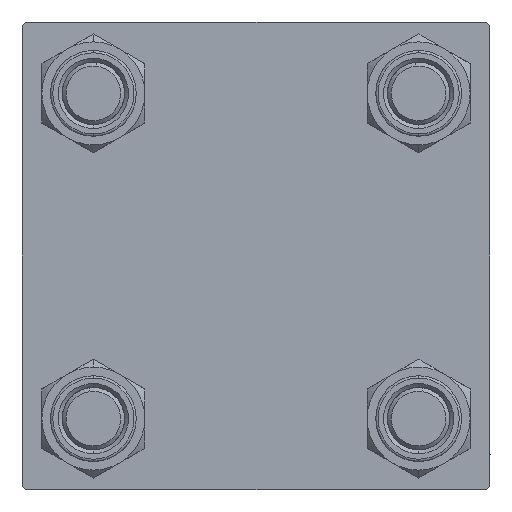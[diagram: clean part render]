
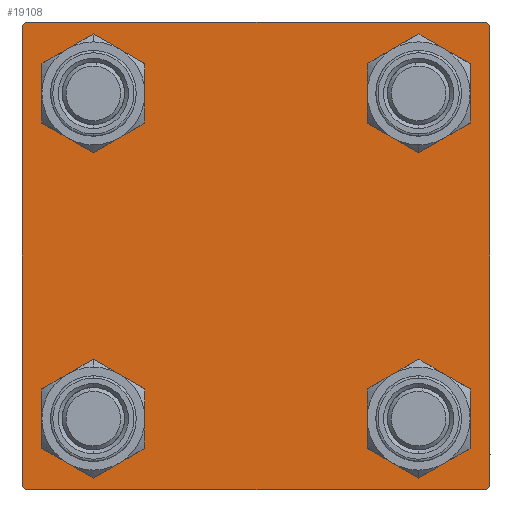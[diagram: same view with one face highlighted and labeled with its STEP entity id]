
A CAD part, left-side view. The second image highlights one B-rep face of the part: STEP entity #19108.
In plain terms, the highlighted planar face has unit normal (-1, 0, 0).
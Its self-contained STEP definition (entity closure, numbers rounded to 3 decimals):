
#513 = VERTEX_POINT ( 'NONE', #29107 ) ;
#916 = CARTESIAN_POINT ( 'NONE',  ( 0., 20.85, 25.35 ) ) ;
#1332 = ORIENTED_EDGE ( 'NONE', *, *, #33984, .F. ) ;
#1716 = EDGE_CURVE ( 'NONE', #20192, #17896, #18479, .T. ) ;
#1836 = CARTESIAN_POINT ( 'NONE',  ( 0., 30., 30. ) ) ;
#2576 = CARTESIAN_POINT ( 'NONE',  ( 0., -29.5, -30. ) ) ;
#2855 = DIRECTION ( 'NONE',  ( 0., 0., 1. ) ) ;
#2883 = VERTEX_POINT ( 'NONE', #25822 ) ;
#3039 = EDGE_CURVE ( 'NONE', #20203, #31644, #43618, .T. ) ;
#3066 = VECTOR ( 'NONE', #50073, 1000. ) ;
#3349 = AXIS2_PLACEMENT_3D ( 'NONE', #29242, #49146, #18307 ) ;
#3410 = CARTESIAN_POINT ( 'NONE',  ( 0., 29.5, -30. ) ) ;
#3468 = CARTESIAN_POINT ( 'NONE',  ( 0., -29.75, 29.75 ) ) ;
#3516 = VERTEX_POINT ( 'NONE', #16587 ) ;
#4102 = DIRECTION ( 'NONE',  ( 0., 0., 1. ) ) ;
#4936 = CARTESIAN_POINT ( 'NONE',  ( 0., 29.75, -29.75 ) ) ;
#5317 = VECTOR ( 'NONE', #36172, 1000. ) ;
#5404 = LINE ( 'NONE', #1836, #11089 ) ;
#5851 = ORIENTED_EDGE ( 'NONE', *, *, #31504, .T. ) ;
#6463 = CARTESIAN_POINT ( 'NONE',  ( 0., 30., -29.5 ) ) ;
#6596 = VECTOR ( 'NONE', #20049, 1000. ) ;
#7151 = VECTOR ( 'NONE', #49823, 1000. ) ;
#7279 = LINE ( 'NONE', #3468, #3066 ) ;
#8233 = CARTESIAN_POINT ( 'NONE',  ( 0., -20.85, 20.85 ) ) ;
#8349 = CARTESIAN_POINT ( 'NONE',  ( 0., -30., 30. ) ) ;
#8484 = EDGE_CURVE ( 'NONE', #27085, #17287, #26862, .T. ) ;
#8602 = VERTEX_POINT ( 'NONE', #916 ) ;
#9273 = CARTESIAN_POINT ( 'NONE',  ( 0., -20.85, -16.35 ) ) ;
#9311 = CARTESIAN_POINT ( 'NONE',  ( 0., -20.85, 25.35 ) ) ;
#9650 = CIRCLE ( 'NONE', #14558, 4.5 ) ;
#9709 = EDGE_CURVE ( 'NONE', #17896, #20192, #9650, .T. ) ;
#11089 = VECTOR ( 'NONE', #39772, 1000. ) ;
#11239 = AXIS2_PLACEMENT_3D ( 'NONE', #22751, #33213, #30375 ) ;
#11465 = AXIS2_PLACEMENT_3D ( 'NONE', #26015, #19371, #2855 ) ;
#11981 = CARTESIAN_POINT ( 'NONE',  ( 0., 0., 0. ) ) ;
#12671 = EDGE_LOOP ( 'NONE', ( #5851, #25289 ) ) ;
#13059 = CARTESIAN_POINT ( 'NONE',  ( 0., -30., -29.5 ) ) ;
#13412 = CIRCLE ( 'NONE', #27220, 4.5 ) ;
#14128 = CARTESIAN_POINT ( 'NONE',  ( 0., 20.85, -16.35 ) ) ;
#14382 = ORIENTED_EDGE ( 'NONE', *, *, #30429, .T. ) ;
#14558 = AXIS2_PLACEMENT_3D ( 'NONE', #8233, #43617, #47463 ) ;
#14570 = FACE_BOUND ( 'NONE', #12671, .T. ) ;
#14992 = LINE ( 'NONE', #25947, #38138 ) ;
#15190 = CARTESIAN_POINT ( 'NONE',  ( 0., -30., 29.5 ) ) ;
#15421 = AXIS2_PLACEMENT_3D ( 'NONE', #45946, #38289, #42105 ) ;
#16587 = CARTESIAN_POINT ( 'NONE',  ( 0., -29.5, 30. ) ) ;
#17287 = VERTEX_POINT ( 'NONE', #13059 ) ;
#17464 = VERTEX_POINT ( 'NONE', #27418 ) ;
#17896 = VERTEX_POINT ( 'NONE', #9311 ) ;
#17901 = DIRECTION ( 'NONE',  ( 1., 0., 0. ) ) ;
#17926 = ORIENTED_EDGE ( 'NONE', *, *, #19068, .T. ) ;
#17949 = DIRECTION ( 'NONE',  ( 0., 0., 1. ) ) ;
#18307 = DIRECTION ( 'NONE',  ( 0., 0., 1. ) ) ;
#18387 = ORIENTED_EDGE ( 'NONE', *, *, #18549, .T. ) ;
#18479 = CIRCLE ( 'NONE', #24142, 4.5 ) ;
#18549 = EDGE_CURVE ( 'NONE', #513, #44583, #40047, .T. ) ;
#19068 = EDGE_CURVE ( 'NONE', #8602, #2883, #31775, .T. ) ;
#19108 = ADVANCED_FACE ( 'NONE', ( #33882, #14570, #30054, #28006, #31304 ), #27748, .T. ) ;
#19371 = DIRECTION ( 'NONE',  ( 1., 0., 0. ) ) ;
#19965 = EDGE_LOOP ( 'NONE', ( #37370, #47503, #42993, #21794, #40926, #14382, #1332, #30382 ) ) ;
#20049 = DIRECTION ( 'NONE',  ( 0., 0., -1. ) ) ;
#20108 = VECTOR ( 'NONE', #35448, 1000. ) ;
#20192 = VERTEX_POINT ( 'NONE', #33425 ) ;
#20203 = VERTEX_POINT ( 'NONE', #6463 ) ;
#20315 = LINE ( 'NONE', #8349, #6596 ) ;
#20915 = ORIENTED_EDGE ( 'NONE', *, *, #25108, .T. ) ;
#21431 = DIRECTION ( 'NONE',  ( 0., 0., 1. ) ) ;
#21508 = DIRECTION ( 'NONE',  ( 1., 0., 0. ) ) ;
#21794 = ORIENTED_EDGE ( 'NONE', *, *, #8484, .T. ) ;
#22751 = CARTESIAN_POINT ( 'NONE',  ( 0., -20.85, -20.85 ) ) ;
#23725 = CARTESIAN_POINT ( 'NONE',  ( 0., -20.85, -25.35 ) ) ;
#24142 = AXIS2_PLACEMENT_3D ( 'NONE', #40783, #40297, #21431 ) ;
#24334 = EDGE_LOOP ( 'NONE', ( #17926, #20915 ) ) ;
#24369 = CIRCLE ( 'NONE', #15421, 4.5 ) ;
#25108 = EDGE_CURVE ( 'NONE', #2883, #8602, #13412, .T. ) ;
#25283 = EDGE_CURVE ( 'NONE', #38350, #17464, #35918, .T. ) ;
#25289 = ORIENTED_EDGE ( 'NONE', *, *, #43756, .T. ) ;
#25409 = AXIS2_PLACEMENT_3D ( 'NONE', #46561, #21508, #17949 ) ;
#25822 = CARTESIAN_POINT ( 'NONE',  ( 0., 20.85, 16.35 ) ) ;
#25947 = CARTESIAN_POINT ( 'NONE',  ( 0., 30., 30. ) ) ;
#26015 = CARTESIAN_POINT ( 'NONE',  ( 0., 20.85, 20.85 ) ) ;
#26107 = CIRCLE ( 'NONE', #3349, 4.5 ) ;
#26679 = CIRCLE ( 'NONE', #11239, 4.5 ) ;
#26862 = LINE ( 'NONE', #42400, #7151 ) ;
#26977 = EDGE_CURVE ( 'NONE', #17464, #20203, #5404, .T. ) ;
#27085 = VERTEX_POINT ( 'NONE', #2576 ) ;
#27220 = AXIS2_PLACEMENT_3D ( 'NONE', #48239, #17901, #37740 ) ;
#27418 = CARTESIAN_POINT ( 'NONE',  ( 0., 30., 29.5 ) ) ;
#27748 = PLANE ( 'NONE',  #40091 ) ;
#28006 = FACE_BOUND ( 'NONE', #24334, .T. ) ;
#28503 = VECTOR ( 'NONE', #44125, 1000. ) ;
#29107 = CARTESIAN_POINT ( 'NONE',  ( 0., 20.85, -25.35 ) ) ;
#29242 = CARTESIAN_POINT ( 'NONE',  ( 0., -20.85, -20.85 ) ) ;
#30054 = FACE_BOUND ( 'NONE', #44911, .T. ) ;
#30375 = DIRECTION ( 'NONE',  ( 0., 0., 1. ) ) ;
#30382 = ORIENTED_EDGE ( 'NONE', *, *, #25283, .T. ) ;
#30429 = EDGE_CURVE ( 'NONE', #32576, #3516, #7279, .T. ) ;
#31304 = FACE_OUTER_BOUND ( 'NONE', #19965, .T. ) ;
#31504 = EDGE_CURVE ( 'NONE', #35781, #48294, #26679, .T. ) ;
#31608 = ORIENTED_EDGE ( 'NONE', *, *, #39866, .T. ) ;
#31644 = VERTEX_POINT ( 'NONE', #3410 ) ;
#31775 = CIRCLE ( 'NONE', #11465, 4.5 ) ;
#32576 = VERTEX_POINT ( 'NONE', #15190 ) ;
#33213 = DIRECTION ( 'NONE',  ( 1., 0., 0. ) ) ;
#33425 = CARTESIAN_POINT ( 'NONE',  ( 0., -20.85, 16.35 ) ) ;
#33882 = FACE_BOUND ( 'NONE', #43575, .T. ) ;
#33984 = EDGE_CURVE ( 'NONE', #38350, #3516, #14992, .T. ) ;
#34068 = CARTESIAN_POINT ( 'NONE',  ( 0., 29.5, 30. ) ) ;
#34456 = ORIENTED_EDGE ( 'NONE', *, *, #9709, .T. ) ;
#35448 = DIRECTION ( 'NONE',  ( 0., -0.707, -0.707 ) ) ;
#35781 = VERTEX_POINT ( 'NONE', #9273 ) ;
#35918 = LINE ( 'NONE', #39754, #5317 ) ;
#36172 = DIRECTION ( 'NONE',  ( 0., 0.707, -0.707 ) ) ;
#36210 = LINE ( 'NONE', #40550, #28503 ) ;
#37370 = ORIENTED_EDGE ( 'NONE', *, *, #26977, .T. ) ;
#37740 = DIRECTION ( 'NONE',  ( 0., 0., 1. ) ) ;
#38138 = VECTOR ( 'NONE', #49391, 1000. ) ;
#38289 = DIRECTION ( 'NONE',  ( 1., 0., 0. ) ) ;
#38350 = VERTEX_POINT ( 'NONE', #34068 ) ;
#39754 = CARTESIAN_POINT ( 'NONE',  ( 0., 29.75, 29.75 ) ) ;
#39772 = DIRECTION ( 'NONE',  ( 0., 0., -1. ) ) ;
#39866 = EDGE_CURVE ( 'NONE', #44583, #513, #24369, .T. ) ;
#40047 = CIRCLE ( 'NONE', #25409, 4.5 ) ;
#40091 = AXIS2_PLACEMENT_3D ( 'NONE', #11981, #46626, #4102 ) ;
#40297 = DIRECTION ( 'NONE',  ( 1., 0., 0. ) ) ;
#40550 = CARTESIAN_POINT ( 'NONE',  ( 0., 30., -30. ) ) ;
#40783 = CARTESIAN_POINT ( 'NONE',  ( 0., -20.85, 20.85 ) ) ;
#40926 = ORIENTED_EDGE ( 'NONE', *, *, #44074, .F. ) ;
#42068 = EDGE_CURVE ( 'NONE', #31644, #27085, #36210, .T. ) ;
#42105 = DIRECTION ( 'NONE',  ( 0., 0., 1. ) ) ;
#42400 = CARTESIAN_POINT ( 'NONE',  ( 0., -29.75, -29.75 ) ) ;
#42993 = ORIENTED_EDGE ( 'NONE', *, *, #42068, .T. ) ;
#43536 = ORIENTED_EDGE ( 'NONE', *, *, #1716, .T. ) ;
#43575 = EDGE_LOOP ( 'NONE', ( #34456, #43536 ) ) ;
#43617 = DIRECTION ( 'NONE',  ( 1., 0., 0. ) ) ;
#43618 = LINE ( 'NONE', #4936, #20108 ) ;
#43756 = EDGE_CURVE ( 'NONE', #48294, #35781, #26107, .T. ) ;
#44074 = EDGE_CURVE ( 'NONE', #32576, #17287, #20315, .T. ) ;
#44125 = DIRECTION ( 'NONE',  ( 0., -1., 0. ) ) ;
#44583 = VERTEX_POINT ( 'NONE', #14128 ) ;
#44911 = EDGE_LOOP ( 'NONE', ( #31608, #18387 ) ) ;
#45946 = CARTESIAN_POINT ( 'NONE',  ( 0., 20.85, -20.85 ) ) ;
#46561 = CARTESIAN_POINT ( 'NONE',  ( 0., 20.85, -20.85 ) ) ;
#46626 = DIRECTION ( 'NONE',  ( -1., 0., 0. ) ) ;
#47463 = DIRECTION ( 'NONE',  ( 0., 0., 1. ) ) ;
#47503 = ORIENTED_EDGE ( 'NONE', *, *, #3039, .T. ) ;
#48239 = CARTESIAN_POINT ( 'NONE',  ( 0., 20.85, 20.85 ) ) ;
#48294 = VERTEX_POINT ( 'NONE', #23725 ) ;
#49146 = DIRECTION ( 'NONE',  ( 1., 0., 0. ) ) ;
#49391 = DIRECTION ( 'NONE',  ( 0., -1., 0. ) ) ;
#49823 = DIRECTION ( 'NONE',  ( 0., -0.707, 0.707 ) ) ;
#50073 = DIRECTION ( 'NONE',  ( 0., 0.707, 0.707 ) ) ;
